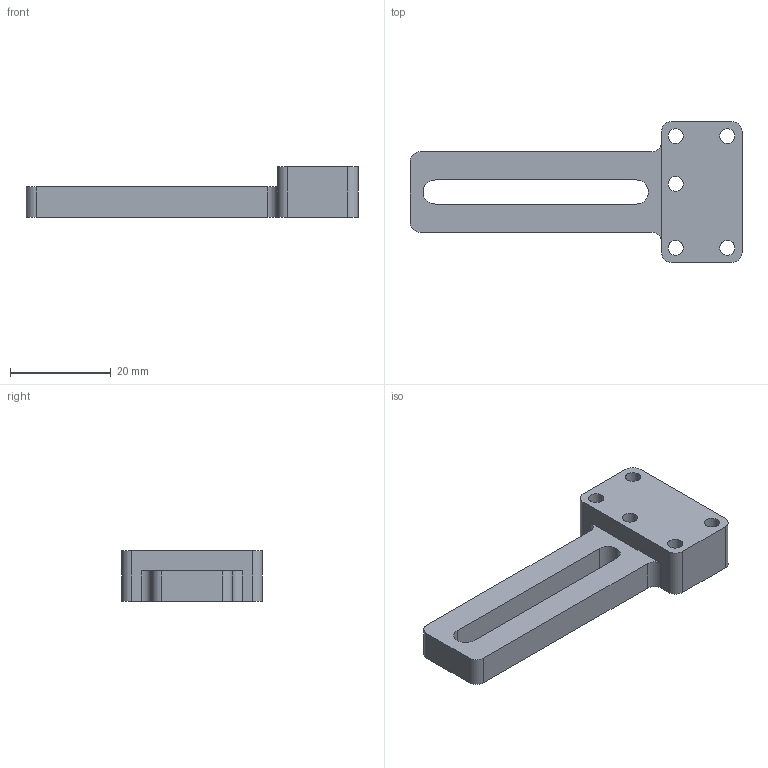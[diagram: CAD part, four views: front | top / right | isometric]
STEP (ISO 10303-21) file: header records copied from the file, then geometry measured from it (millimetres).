
FILE_DESCRIPTION(('FreeCAD Model'),'2;1');
FILE_NAME('y_endstop_holder.step','2015-03-06T19:43:04',('Author'),(''), 'Open CASCADE STEP processor 6.7','FreeCAD','Unknown');
FILE_SCHEMA(('AUTOMOTIVE_DESIGN_CC2 { 1 2 10303 214 -1 1 5 4 }'));
Length unit declared in the file: millimetre
Products named in the file (1): y_endstop_holder001
Bounding box: 66 x 28 x 10 mm (x, y, z)
Volume: 7631.7 mm3; surface area: 4465 mm2
Topology: 1 solids, 1 shells, 27 faces, 77 edges, 52 vertices
Faces by surface type: cylinder 15, plane 12
Full cylindrical faces by diameter (mm): 3 x5
Entity records: 1986 total; most frequent: CARTESIAN_POINT 403, DIRECTION 300, LINE 169, VECTOR 169, ORIENTED_EDGE 154, PCURVE 154, DEFINITIONAL_REPRESENTATION 154, EDGE_CURVE 77
